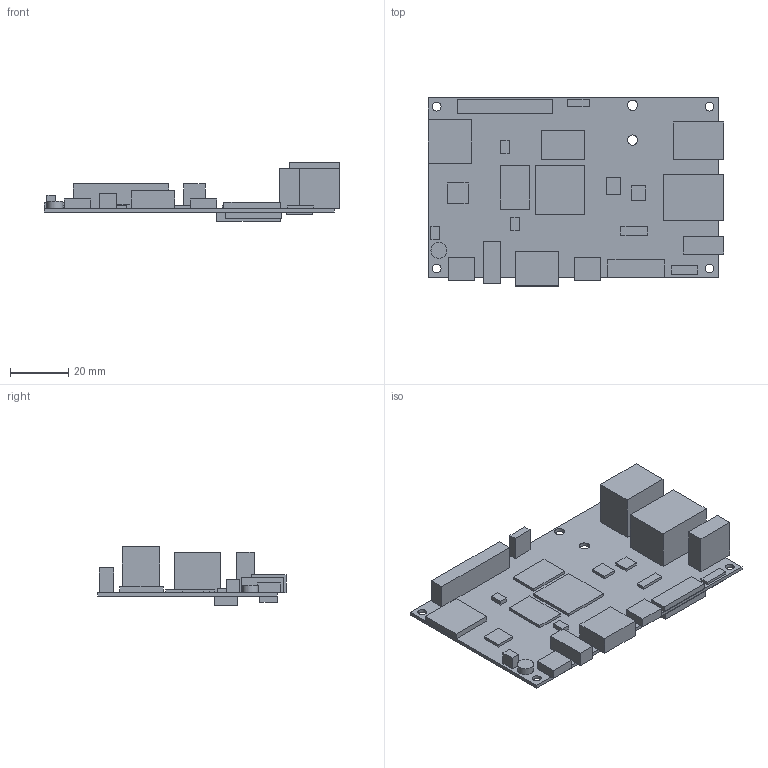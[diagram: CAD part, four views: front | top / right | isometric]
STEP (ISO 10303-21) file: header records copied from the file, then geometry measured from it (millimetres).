
FILE_DESCRIPTION(/* description */ (''),/* implementation_level */ '2;1');
FILE_NAME(/* name */ 'orange pi5 v3.step',/* time_stamp */ '2023-01-05T23:31:57-05:00',/* author */ (''),/* organization */ (''),/* preprocessor_version */ 'ST-DEVELOPER v19.2',/* originating_system */ 'Autodesk Translation Framework v11.17.0.187',/* authorisation */ '');
FILE_SCHEMA (('AUTOMOTIVE_DESIGN { 1 0 10303 214 3 1 1 }'));
Length unit declared in the file: millimetre
Products named in the file (2): orange pi5; OrangePi5
Assembly tree (1 placements, depth 2):
  orange pi5
    OrangePi5
Bounding box: 102 x 64.8 x 20.2 mm (x, y, z)
Volume: 22813.4 mm3; surface area: 23279 mm2
Topology: 27 solids, 27 shells, 165 faces, 333 edges, 222 vertices
Faces by surface type: plane 158, cylinder 7
Full cylindrical faces by diameter (mm): 3 x4, 3.5 x2, 5.5 x1
Entity records: 4308 total; most frequent: CARTESIAN_POINT 723, DIRECTION 683, ORIENTED_EDGE 666, EDGE_CURVE 333, LINE 319, VECTOR 319, VERTEX_POINT 222, AXIS2_PLACEMENT_3D 182
